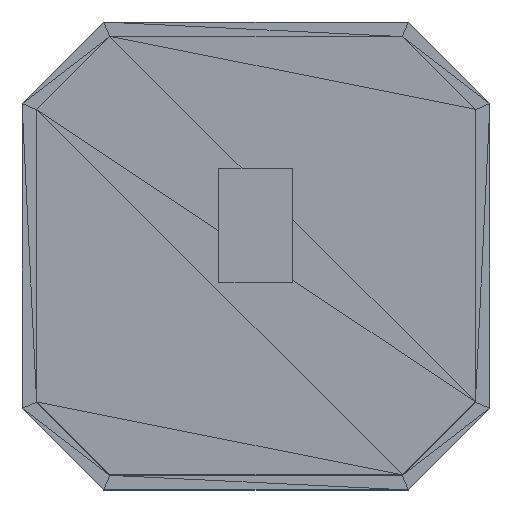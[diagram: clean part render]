
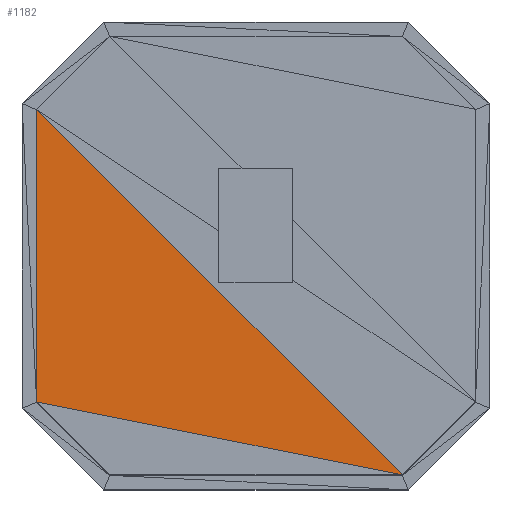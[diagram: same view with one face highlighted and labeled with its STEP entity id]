
A CAD part, top view. The second image highlights one B-rep face of the part: STEP entity #1182.
In plain terms, the highlighted planar face has unit normal (0, 0, 1).
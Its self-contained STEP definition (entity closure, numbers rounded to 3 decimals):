
#48=FACE_OUTER_BOUND('',#146,.T.);
#146=EDGE_LOOP('',(#853,#854,#855));
#232=LINE('',#1759,#388);
#241=LINE('',#1776,#397);
#280=LINE('',#1852,#436);
#388=VECTOR('',#1398,10.);
#397=VECTOR('',#1413,10.);
#436=VECTOR('',#1496,10.);
#536=VERTEX_POINT('',#1750);
#538=VERTEX_POINT('',#1758);
#543=VERTEX_POINT('',#1774);
#604=EDGE_CURVE('',#536,#538,#232,.T.);
#613=EDGE_CURVE('',#543,#536,#241,.T.);
#652=EDGE_CURVE('',#543,#538,#280,.T.);
#853=ORIENTED_EDGE('',*,*,#604,.F.);
#854=ORIENTED_EDGE('',*,*,#613,.F.);
#855=ORIENTED_EDGE('',*,*,#652,.T.);
#1084=PLANE('',#1294);
#1182=ADVANCED_FACE('',(#48),#1084,.T.);
#1294=AXIS2_PLACEMENT_3D('',#1853,#1497,#1498);
#1398=DIRECTION('',(0.707,-0.707,0.));
#1413=DIRECTION('',(0.,1.,0.));
#1496=DIRECTION('',(0.981,-0.196,0.));
#1497=DIRECTION('center_axis',(0.,0.,1.));
#1498=DIRECTION('ref_axis',(1.,0.,0.));
#1750=CARTESIAN_POINT('',(-27.,18.,6.4));
#1758=CARTESIAN_POINT('',(18.,-27.,6.4));
#1759=CARTESIAN_POINT('',(-27.,18.,6.4));
#1774=CARTESIAN_POINT('',(-27.,-18.,6.4));
#1776=CARTESIAN_POINT('',(-27.,-18.,6.4));
#1852=CARTESIAN_POINT('',(-27.,-18.,6.4));
#1853=CARTESIAN_POINT('Origin',(-27.,-18.,6.4));
